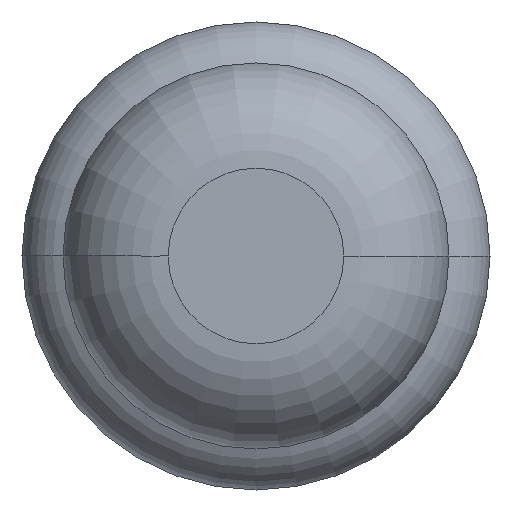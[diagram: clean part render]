
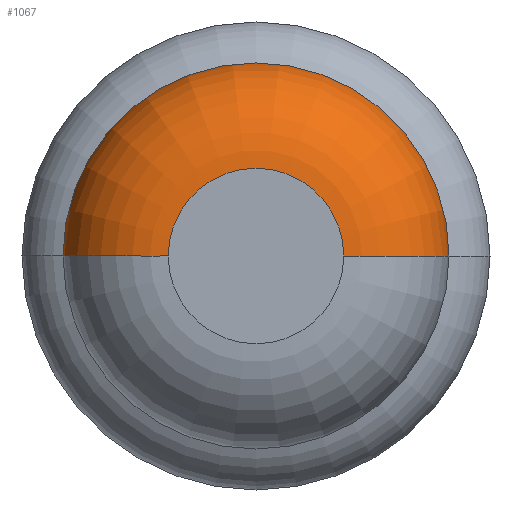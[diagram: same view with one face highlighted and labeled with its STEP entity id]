
A CAD part, front view. The second image highlights one B-rep face of the part: STEP entity #1067.
In plain terms, the highlighted toroidal (fillet/blend) face has major radius 0.375 mm and minor radius 0.45 mm.
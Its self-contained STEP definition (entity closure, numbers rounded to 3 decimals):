
#177 = CIRCLE ( 'NONE', #674, 0.45 ) ;
#227 = EDGE_CURVE ( 'NONE', #924, #1601, #1951, .T. ) ;
#300 = AXIS2_PLACEMENT_3D ( 'NONE', #3453, #3435, #1269 ) ;
#674 = AXIS2_PLACEMENT_3D ( 'NONE', #3714, #3052, #3025 ) ;
#724 = VERTEX_POINT ( 'NONE', #4036 ) ;
#924 = VERTEX_POINT ( 'NONE', #1992 ) ;
#1050 = ORIENTED_EDGE ( 'NONE', *, *, #227, .F. ) ;
#1067 = ADVANCED_FACE ( 'Defeature ausgef�hrt1_8', ( #4287 ), #3211, .T. ) ;
#1269 = DIRECTION ( 'NONE',  ( 1., 0., 0. ) ) ;
#1457 = DIRECTION ( 'NONE',  ( 0., -1., 0. ) ) ;
#1601 = VERTEX_POINT ( 'NONE', #1659 ) ;
#1640 = AXIS2_PLACEMENT_3D ( 'NONE', #4413, #2301, #1897 ) ;
#1659 = CARTESIAN_POINT ( 'NONE',  ( 0.375, -32., 0. ) ) ;
#1703 = CIRCLE ( 'NONE', #300, 0.375 ) ;
#1891 = ORIENTED_EDGE ( 'NONE', *, *, #4097, .T. ) ;
#1897 = DIRECTION ( 'NONE',  ( -1., 0., 0. ) ) ;
#1899 = DIRECTION ( 'NONE',  ( 0., -1., 0. ) ) ;
#1951 = CIRCLE ( 'NONE', #1640, 0.45 ) ;
#1992 = CARTESIAN_POINT ( 'NONE',  ( 0.825, -31.55, 0. ) ) ;
#2050 = AXIS2_PLACEMENT_3D ( 'NONE', #4367, #1899, #4416 ) ;
#2282 = EDGE_LOOP ( 'NONE', ( #1891, #4295, #4420, #1050 ) ) ;
#2301 = DIRECTION ( 'NONE',  ( 0., 0., -1. ) ) ;
#2525 = CARTESIAN_POINT ( 'NONE',  ( 0., -31.55, 0. ) ) ;
#2716 = EDGE_CURVE ( 'Defeature ausgef�hrt1_7+Defeature ausgef�hrt1_8+Defeature ausgef�hrt1_8+Defeature ausgef�hrt1_8', #1601, #724, #1703, .T. ) ;
#2848 = AXIS2_PLACEMENT_3D ( 'NONE', #2525, #1457, #3593 ) ;
#3025 = DIRECTION ( 'NONE',  ( 1., 0., 0. ) ) ;
#3052 = DIRECTION ( 'NONE',  ( 0., 0., 1. ) ) ;
#3211 = TOROIDAL_SURFACE ( 'NONE', #2848, 0.375, 0.45 ) ;
#3435 = DIRECTION ( 'NONE',  ( 0., -1., 0. ) ) ;
#3453 = CARTESIAN_POINT ( 'NONE',  ( 0., -32., 0. ) ) ;
#3593 = DIRECTION ( 'NONE',  ( 1., 0., 0. ) ) ;
#3714 = CARTESIAN_POINT ( 'NONE',  ( -0.375, -31.55, 0. ) ) ;
#3890 = EDGE_CURVE ( 'NONE', #4307, #724, #177, .T. ) ;
#4036 = CARTESIAN_POINT ( 'NONE',  ( -0.375, -32., 0. ) ) ;
#4097 = EDGE_CURVE ( 'Defeature ausgef�hrt1_8+Defeature ausgef�hrt1_9+Defeature ausgef�hrt1_9+Defeature ausgef�hrt1_9', #924, #4307, #4498, .T. ) ;
#4275 = CARTESIAN_POINT ( 'NONE',  ( -0.825, -31.55, 0. ) ) ;
#4287 = FACE_OUTER_BOUND ( 'NONE', #2282, .T. ) ;
#4295 = ORIENTED_EDGE ( 'NONE', *, *, #3890, .T. ) ;
#4307 = VERTEX_POINT ( 'NONE', #4275 ) ;
#4367 = CARTESIAN_POINT ( 'NONE',  ( 0., -31.55, 0. ) ) ;
#4413 = CARTESIAN_POINT ( 'NONE',  ( 0.375, -31.55, 0. ) ) ;
#4416 = DIRECTION ( 'NONE',  ( 1., 0., 0. ) ) ;
#4420 = ORIENTED_EDGE ( 'NONE', *, *, #2716, .F. ) ;
#4498 = CIRCLE ( 'NONE', #2050, 0.825 ) ;
